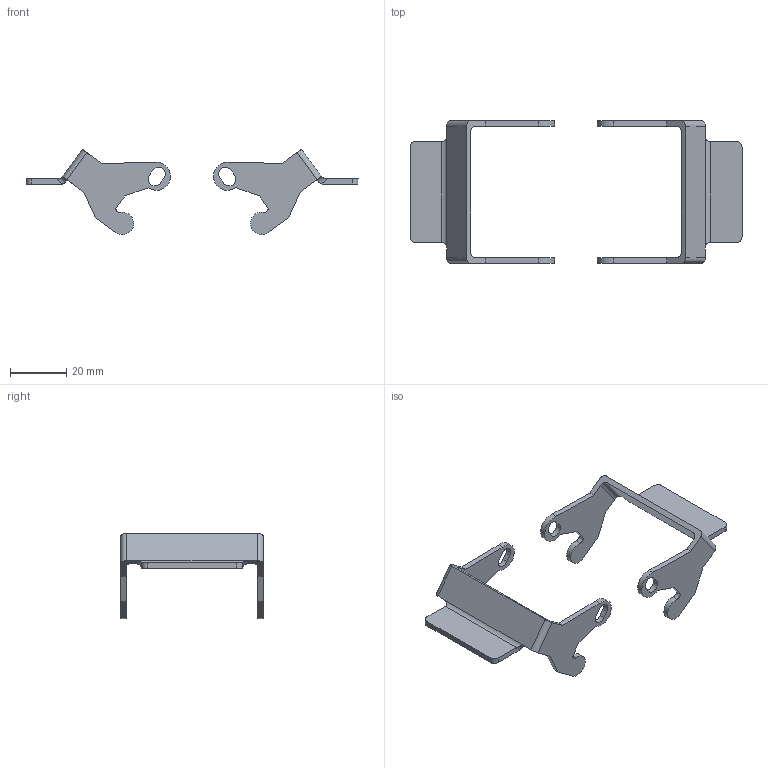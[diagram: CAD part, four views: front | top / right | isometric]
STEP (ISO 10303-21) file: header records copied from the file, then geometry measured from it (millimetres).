
FILE_DESCRIPTION((''),'2;1');
FILE_NAME('04300101731.stp','2020-07-07T14:38:39',('e.eickhoff'),(''),'Autodesk Inventor 2012','Autodesk Inventor 2012','');
FILE_SCHEMA(('AUTOMOTIVE_DESIGN { 1 0 10303 214 1 1 1 1 }'));
Length unit declared in the file: millimetre
Products named in the file (3): 04300101731; Metallbügel Quer
Assembly tree (3 placements, depth 2):
  04300101731
    04300101731
    Metallbügel Quer  x2
Bounding box: 118.55 x 51 x 30.47 mm (x, y, z)
Volume: 8264.7 mm3; surface area: 9804.8 mm2
Topology: 2 solids, 2 shells, 98 faces, 278 edges, 184 vertices
Faces by surface type: plane 58, cylinder 40
Entity records: 1721 total; most frequent: CARTESIAN_POINT 322, DIRECTION 285, ORIENTED_EDGE 278, EDGE_CURVE 139, AXIS2_PLACEMENT_3D 95, VECTOR 95, LINE 95, VERTEX_POINT 92
